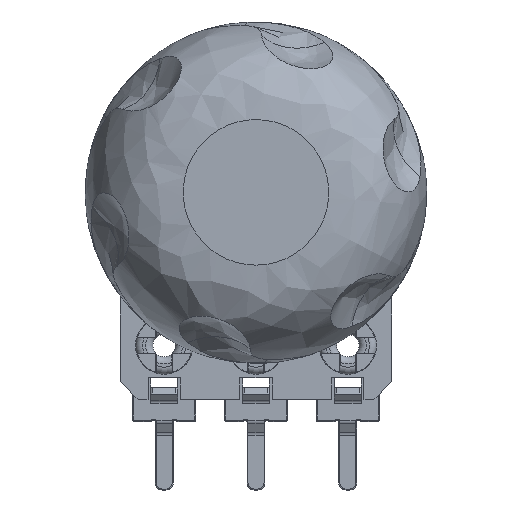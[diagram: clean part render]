
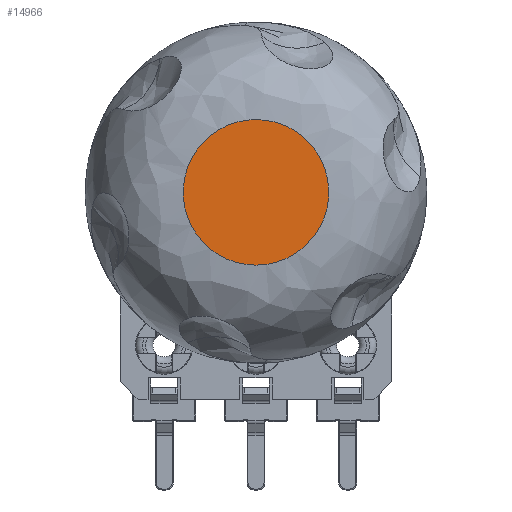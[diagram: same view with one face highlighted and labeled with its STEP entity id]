
A CAD part, top view. The second image highlights one B-rep face of the part: STEP entity #14966.
In plain terms, the highlighted planar face has unit normal (0, 0, 1).
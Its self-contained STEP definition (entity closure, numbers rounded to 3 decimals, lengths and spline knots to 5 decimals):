
#749=B_SPLINE_CURVE_WITH_KNOTS('',3,(#39500,#39501,#39502,#39503,#39504,
#39505,#39506,#39507,#39508,#39509,#39510),.UNSPECIFIED.,.T.,.F.,(4,1,1,
1,1,1,1,1,4),(0.,1.,2.,3.,4.,5.,6.,7.,8.),.UNSPECIFIED.);
#2219=FACE_OUTER_BOUND('',#3177,.T.);
#3177=EDGE_LOOP('',(#13815));
#7052=VERTEX_POINT('',#39493);
#9275=EDGE_CURVE('',#7052,#7052,#749,.T.);
#13815=ORIENTED_EDGE('',*,*,#9275,.F.);
#14042=PLANE('',#16901);
#14966=ADVANCED_FACE('',(#2219),#14042,.F.);
#16901=AXIS2_PLACEMENT_3D('',#40935,#21352,#21353);
#21352=DIRECTION('center_axis',(0.,0.,
-1.));
#21353=DIRECTION('ref_axis',(-1.,0.,0.));
#39493=CARTESIAN_POINT('',(0.15985,0.,0.96262));
#39500=CARTESIAN_POINT('Ctrl Pts',(0.15985,0.,
0.96262));
#39501=CARTESIAN_POINT('Ctrl Pts',(0.15985,-0.04175,
0.96262));
#39502=CARTESIAN_POINT('Ctrl Pts',(0.12526,-0.12526,
0.96262));
#39503=CARTESIAN_POINT('Ctrl Pts',(0.,-0.17715,
0.96262));
#39504=CARTESIAN_POINT('Ctrl Pts',(-0.12526,-0.12526,
0.96262));
#39505=CARTESIAN_POINT('Ctrl Pts',(-0.17715,0.,0.96262));
#39506=CARTESIAN_POINT('Ctrl Pts',(-0.12526,0.12526,
0.96262));
#39507=CARTESIAN_POINT('Ctrl Pts',(0.,0.17715,
0.96262));
#39508=CARTESIAN_POINT('Ctrl Pts',(0.12526,0.12526,
0.96262));
#39509=CARTESIAN_POINT('Ctrl Pts',(0.15985,0.04175,
0.96262));
#39510=CARTESIAN_POINT('Ctrl Pts',(0.15985,0.,
0.96262));
#40935=CARTESIAN_POINT('Origin',(0.01453,0.,
0.96262));
